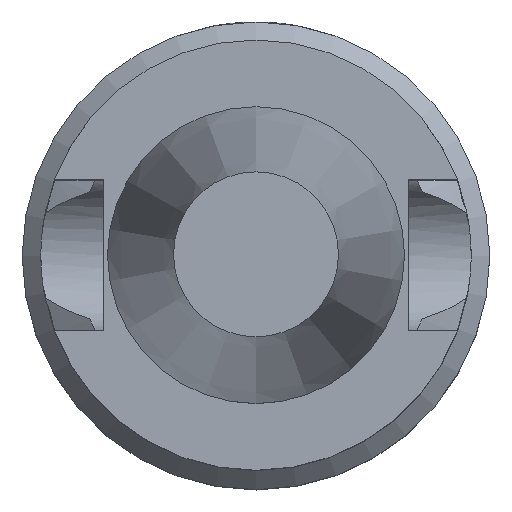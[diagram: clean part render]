
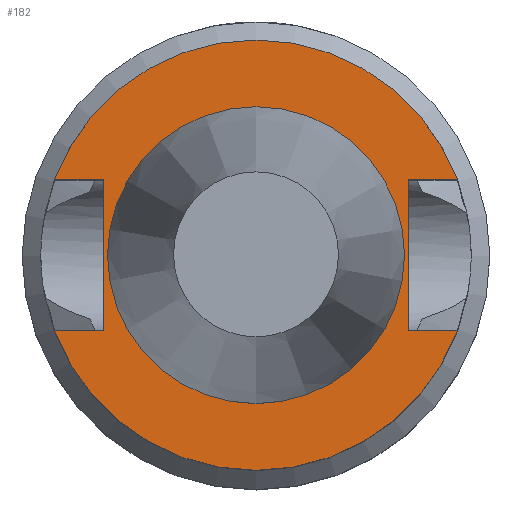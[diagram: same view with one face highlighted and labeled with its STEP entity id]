
A CAD part, top view. The second image highlights one B-rep face of the part: STEP entity #182.
In plain terms, the highlighted planar face has unit normal (0, 0, 1).
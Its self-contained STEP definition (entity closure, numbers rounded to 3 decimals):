
#173=EDGE_CURVE('240[2]',#438,#438,#439,.T.);
#179=EDGE_CURVE('240[2]',#449,#352,#450,.T.);
#182=ADVANCED_FACE('240[2]',(#453,#454),#455,.T.);
#186=EDGE_CURVE('240[2]',#413,#446,#461,.T.);
#207=EDGE_CURVE('240[2]',#442,#413,#492,.T.);
#245=EDGE_CURVE('240[2]',#464,#516,#545,.T.);
#279=EDGE_CURVE('240[2]',#446,#516,#586,.T.);
#291=EDGE_CURVE('240[2]',#352,#347,#600,.T.);
#318=EDGE_CURVE('240[2]',#442,#347,#633,.T.);
#327=EDGE_CURVE('240[2]',#464,#449,#645,.T.);
#347=VERTEX_POINT('',#656);
#352=VERTEX_POINT('',#663);
#413=VERTEX_POINT('',#807);
#438=VERTEX_POINT('',#891);
#439=CIRCLE('',#892,15.875);
#442=VERTEX_POINT('',#896);
#446=VERTEX_POINT('',#902);
#449=VERTEX_POINT('',#907);
#450=LINE('',#908,#909);
#453=FACE_OUTER_BOUND('',#913,.T.);
#454=FACE_BOUND('',#914,.T.);
#455=PLANE('',#915);
#461=LINE('',#924,#925);
#464=VERTEX_POINT('',#929);
#492=LINE('',#991,#992);
#516=VERTEX_POINT('',#1030);
#545=CIRCLE('',#1067,23.0);
#586=LINE('',#1157,#1158);
#600=LINE('',#1191,#1192);
#633=CIRCLE('',#1244,23.0);
#645=LINE('',#1260,#1261);
#656=CARTESIAN_POINT('',(-21.545,-8.05,-1.0));
#663=CARTESIAN_POINT('',(-16.3,-8.05,-1.0));
#807=CARTESIAN_POINT('',(16.3,-8.05,-1.0));
#891=CARTESIAN_POINT('',(0.,15.875,-1.));
#892=AXIS2_PLACEMENT_3D('',#1357,#1358,#1359);
#896=CARTESIAN_POINT('',(21.545,-8.05,-1.0));
#902=CARTESIAN_POINT('',(16.3,8.05,-1.));
#907=CARTESIAN_POINT('',(-16.3,8.05,-1.));
#908=CARTESIAN_POINT('',(-16.3,13.744,-1.));
#909=VECTOR('',#1362,1.0);
#913=EDGE_LOOP('',(#1364,#1365,#1366,#1367,#1368,#1369,#1370,#1371));
#914=EDGE_LOOP('',(#1372));
#915=AXIS2_PLACEMENT_3D('',#1373,#1374,#1375);
#924=CARTESIAN_POINT('',(16.3,5.694,-1.0));
#925=VECTOR('',#1377,1.0);
#929=CARTESIAN_POINT('',(-21.545,8.05,-1.));
#991=CARTESIAN_POINT('',(8.15,-8.05,-1.0));
#992=VECTOR('',#1395,1.0);
#1030=CARTESIAN_POINT('',(21.545,8.05,-1.));
#1067=AXIS2_PLACEMENT_3D('',#1471,#1472,#1473);
#1157=CARTESIAN_POINT('',(8.15,8.05,-1.));
#1158=VECTOR('',#1521,1.0);
#1191=CARTESIAN_POINT('',(-8.15,-8.05,-1.0));
#1192=VECTOR('',#1540,1.0);
#1244=AXIS2_PLACEMENT_3D('',#1585,#1586,#1587);
#1260=CARTESIAN_POINT('',(-8.15,8.05,-1.0));
#1261=VECTOR('',#1600,1.0);
#1357=CARTESIAN_POINT('',(0.,0.,-1.0));
#1358=DIRECTION('',(0.,0.,-1.0));
#1359=DIRECTION('',(0.,1.0,0.));
#1362=DIRECTION('',(0.0,-1.0,0.));
#1364=ORIENTED_EDGE('',*,*,#327,.T.);
#1365=ORIENTED_EDGE('',*,*,#179,.T.);
#1366=ORIENTED_EDGE('',*,*,#291,.T.);
#1367=ORIENTED_EDGE('',*,*,#318,.F.);
#1368=ORIENTED_EDGE('',*,*,#207,.T.);
#1369=ORIENTED_EDGE('',*,*,#186,.T.);
#1370=ORIENTED_EDGE('',*,*,#279,.T.);
#1371=ORIENTED_EDGE('',*,*,#245,.F.);
#1372=ORIENTED_EDGE('',*,*,#173,.T.);
#1373=CARTESIAN_POINT('',(0.,19.438,-1.));
#1374=DIRECTION('',(0.,0.,1.0));
#1375=DIRECTION('',(1.0,0.,0.0));
#1377=DIRECTION('',(0.0,1.0,0.));
#1395=DIRECTION('',(-1.0,0.,0.));
#1471=CARTESIAN_POINT('',(0.,0.,-1.0));
#1472=DIRECTION('',(0.,0.,-1.0));
#1473=DIRECTION('',(0.,1.0,0.));
#1521=DIRECTION('',(1.0,0.,0.));
#1540=DIRECTION('',(-1.0,0.,0.));
#1585=CARTESIAN_POINT('',(0.,0.,-1.0));
#1586=DIRECTION('',(0.,0.,-1.0));
#1587=DIRECTION('',(0.,1.0,0.));
#1600=DIRECTION('',(1.0,0.,0.));
